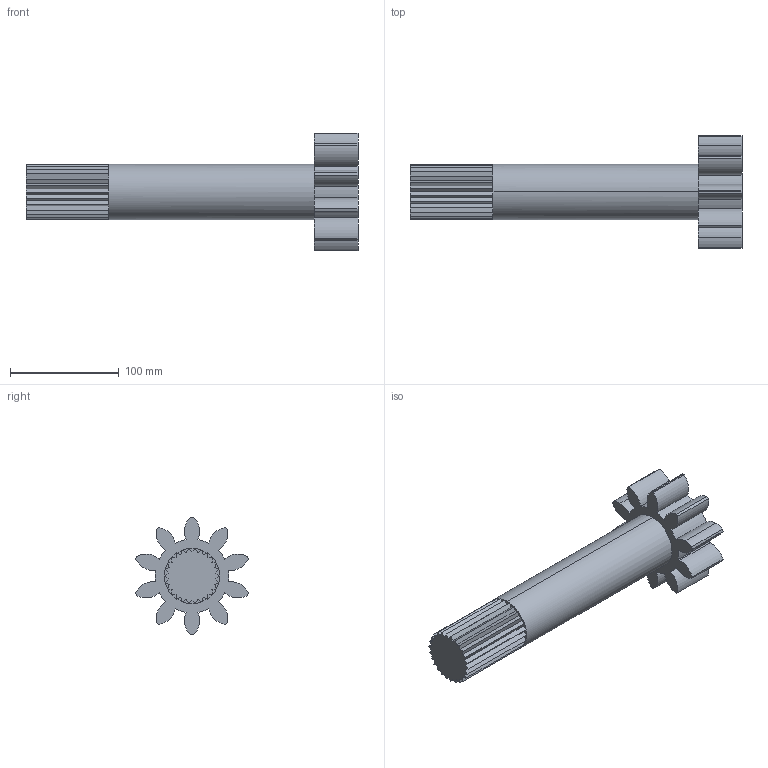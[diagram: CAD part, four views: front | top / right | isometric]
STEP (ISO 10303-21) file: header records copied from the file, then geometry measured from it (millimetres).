
FILE_DESCRIPTION (( 'STEP AP214' ), '1' );
FILE_NAME ('turner.STEP', '2018-10-27T18:08:49', ( '' ), ( '' ), 'SwSTEP 2.0', 'SolidWorks 2017', '' );
FILE_SCHEMA (( 'AUTOMOTIVE_DESIGN' ));
Length unit declared in the file: inch
Products named in the file (1): turner
Bounding box: 304.8 x 103.43 x 108 mm (x, y, z)
Volume: 751024.6 mm3; surface area: 82338.3 mm2
Topology: 1 solids, 1 shells, 128 faces, 323 edges, 198 vertices
Faces by surface type: plane 81, cylinder 47
Entity records: 3851 total; most frequent: DIRECTION 701, CARTESIAN_POINT 650, ORIENTED_EDGE 646, EDGE_CURVE 323, AXIS2_PLACEMENT_3D 249, VECTOR 203, LINE 203, VERTEX_POINT 198
